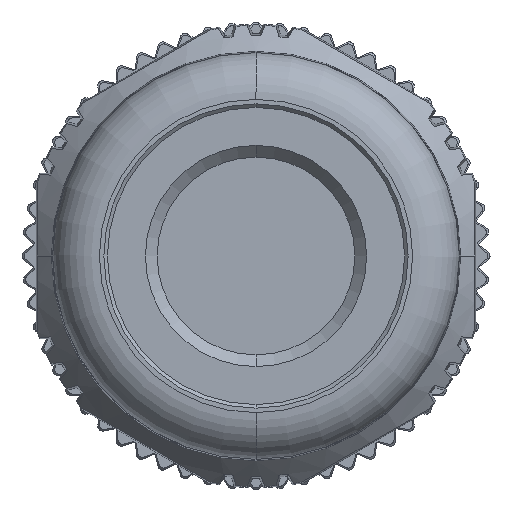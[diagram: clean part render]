
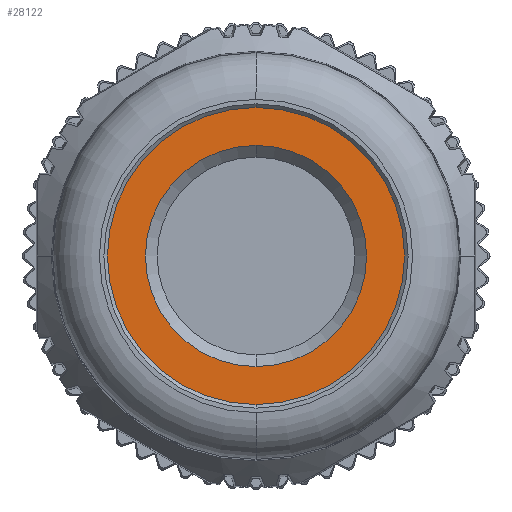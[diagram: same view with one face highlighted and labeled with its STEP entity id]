
A CAD part, front view. The second image highlights one B-rep face of the part: STEP entity #28122.
In plain terms, the highlighted planar face has unit normal (0, -1, 0).
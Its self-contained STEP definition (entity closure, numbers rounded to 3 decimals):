
#2384=CARTESIAN_POINT('',(0.,-51.2,0.));
#2385=DIRECTION('',(0.,1.,0.));
#2386=DIRECTION('',(0.,0.,-1.));
#2387=AXIS2_PLACEMENT_3D('',#2384,#2385,#2386);
#2389=CARTESIAN_POINT('',(0.,-51.2,0.));
#2390=DIRECTION('',(0.,1.,0.));
#2391=DIRECTION('',(0.,0.,1.));
#2392=AXIS2_PLACEMENT_3D('',#2389,#2390,#2391);
#2394=CARTESIAN_POINT('',(0.,-51.2,0.));
#2395=DIRECTION('',(0.,-1.,0.));
#2396=DIRECTION('',(0.,0.,1.));
#2397=AXIS2_PLACEMENT_3D('',#2394,#2395,#2396);
#2399=CARTESIAN_POINT('',(0.,-51.2,0.));
#2400=DIRECTION('',(0.,-1.,0.));
#2401=DIRECTION('',(0.,0.,-1.));
#2402=AXIS2_PLACEMENT_3D('',#2399,#2400,#2401);
#23475=CARTESIAN_POINT('',(0.,-51.2,6.35));
#23476=VERTEX_POINT('',#23475);
#23477=CARTESIAN_POINT('',(0.,-51.2,-6.35));
#23478=VERTEX_POINT('',#23477);
#23479=CARTESIAN_POINT('',(0.,-51.2,4.725));
#23480=CARTESIAN_POINT('',(0.,-51.2,-4.725));
#23481=VERTEX_POINT('',#23479);
#23482=VERTEX_POINT('',#23480);
#28107=CARTESIAN_POINT('',(0.,-51.2,0.));
#28108=DIRECTION('',(0.,-1.,0.));
#28109=DIRECTION('',(0.,0.,-1.));
#28110=AXIS2_PLACEMENT_3D('',#28107,#28108,#28109);
#28111=PLANE('',#28110);
#28112=ORIENTED_EDGE('',*,*,#28087,.T.);
#28113=ORIENTED_EDGE('',*,*,#28101,.T.);
#28114=EDGE_LOOP('',(#28112,#28113));
#28115=FACE_OUTER_BOUND('',#28114,.F.);
#28117=ORIENTED_EDGE('',*,*,#28116,.T.);
#28119=ORIENTED_EDGE('',*,*,#28118,.T.);
#28120=EDGE_LOOP('',(#28117,#28119));
#28121=FACE_BOUND('',#28120,.F.);
#28122=ADVANCED_FACE('',(#28115,#28121),#28111,.T.);
#2388=CIRCLE('',#2387,6.35);
#2393=CIRCLE('',#2392,6.35);
#2398=CIRCLE('',#2397,4.725);
#2403=CIRCLE('',#2402,4.725);
#28087=EDGE_CURVE('',#23478,#23476,#2388,.T.);
#28101=EDGE_CURVE('',#23476,#23478,#2393,.T.);
#28116=EDGE_CURVE('',#23481,#23482,#2398,.T.);
#28118=EDGE_CURVE('',#23482,#23481,#2403,.T.);
